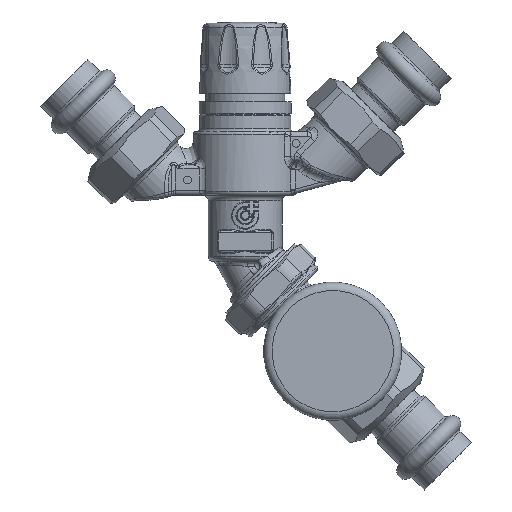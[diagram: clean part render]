
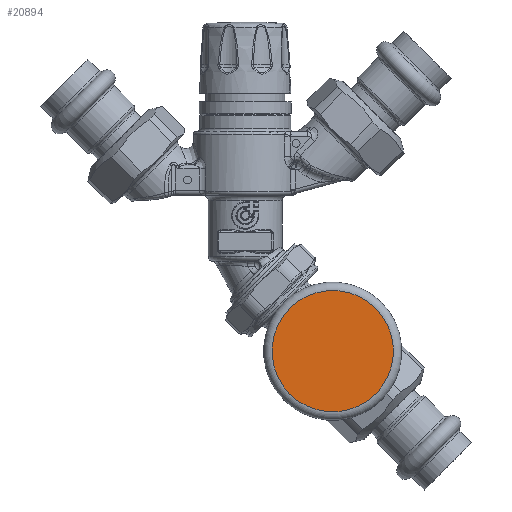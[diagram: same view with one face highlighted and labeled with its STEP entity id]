
A CAD part, top view. The second image highlights one B-rep face of the part: STEP entity #20894.
In plain terms, the highlighted face is planar.
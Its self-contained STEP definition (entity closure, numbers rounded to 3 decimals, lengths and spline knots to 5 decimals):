
#4067=FACE_OUTER_BOUND('',#5490,.T.);
#5490=EDGE_LOOP('',(#18800));
#8404=CIRCLE('',#23313,0.905);
#10063=VERTEX_POINT('',#73363);
#12993=EDGE_CURVE('',#10063,#10063,#8404,.T.);
#18800=ORIENTED_EDGE('',*,*,#12993,.F.);
#19617=PLANE('',#23319);
#20894=ADVANCED_FACE('',(#4067),#19617,.T.);
#23313=AXIS2_PLACEMENT_3D('',#73364,#28608,#28609);
#23319=AXIS2_PLACEMENT_3D('',#73374,#28621,#28622);
#28608=DIRECTION('center_axis',(-1.,0.,0.));
#28609=DIRECTION('ref_axis',(0.,1.,0.));
#28621=DIRECTION('center_axis',(1.,0.,0.));
#28622=DIRECTION('ref_axis',(0.,-1.,0.));
#73363=CARTESIAN_POINT('',(1.4924,0.905,0.));
#73364=CARTESIAN_POINT('Origin',(1.4924,0.,
0.));
#73374=CARTESIAN_POINT('Origin',(1.4924,0.,
0.));
